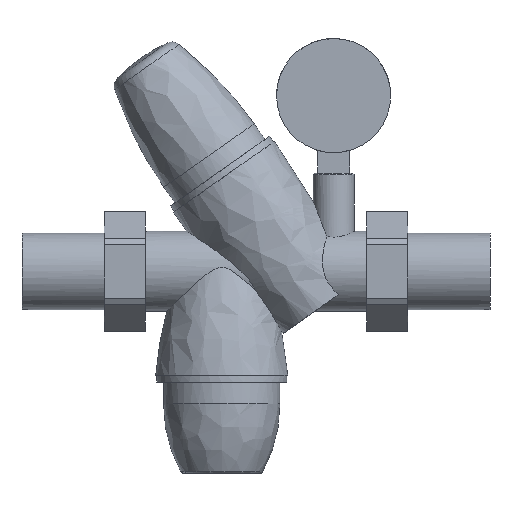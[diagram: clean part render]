
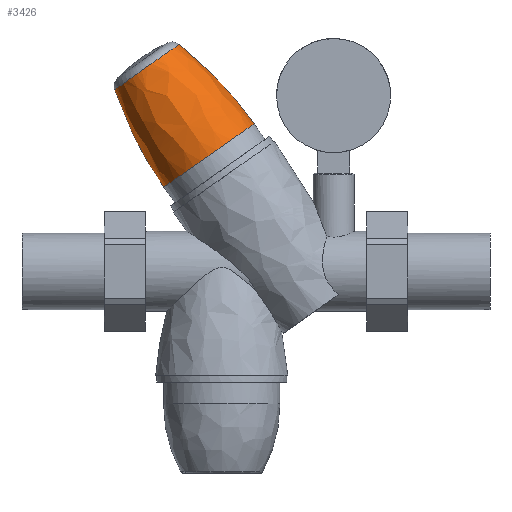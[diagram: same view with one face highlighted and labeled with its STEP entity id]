
A CAD part, front view. The second image highlights one B-rep face of the part: STEP entity #3426.
In plain terms, the highlighted free-form (B-spline) face has degree [3, 3] with [7, 4] control points.
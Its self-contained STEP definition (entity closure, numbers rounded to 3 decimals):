
#3187=CARTESIAN_POINT('Vertex',(14.165,0.,64.638)) ;
#3190=CARTESIAN_POINT('Axis2P3D Location',(-5.577,0.,50.772)) ;
#3194=CARTESIAN_POINT('Vertex',(-25.32,0.,36.907)) ;
#3258=CARTESIAN_POINT('Control Point',(-46.908,0.,79.646)) ;
#3259=CARTESIAN_POINT('Control Point',(-41.781,0.,64.416)) ;
#3260=CARTESIAN_POINT('Control Point',(-34.536,0.,50.072)) ;
#3261=CARTESIAN_POINT('Control Point',(-25.32,0.,36.907)) ;
#3262=CARTESIAN_POINT('Vertex',(-46.908,0.,79.646)) ;
#3314=CARTESIAN_POINT('Vertex',(-18.713,0.,99.449)) ;
#3318=CARTESIAN_POINT('Control Point',(-18.713,0.,99.449)) ;
#3319=CARTESIAN_POINT('Control Point',(-6.126,0.,89.458)) ;
#3320=CARTESIAN_POINT('Control Point',(4.908,0.,77.774)) ;
#3321=CARTESIAN_POINT('Control Point',(14.165,0.,64.638)) ;
#3337=CARTESIAN_POINT('Control Point',(-20.343,1.876,100.599)) ;
#3338=CARTESIAN_POINT('Control Point',(-6.627,2.453,89.93)) ;
#3339=CARTESIAN_POINT('Control Point',(5.299,2.735,77.281)) ;
#3340=CARTESIAN_POINT('Control Point',(15.149,2.715,62.955)) ;
#3341=CARTESIAN_POINT('Control Point',(-19.361,-8.712,101.288)) ;
#3342=CARTESIAN_POINT('Control Point',(-5.343,-11.393,90.832)) ;
#3343=CARTESIAN_POINT('Control Point',(6.73,-12.703,78.287)) ;
#3344=CARTESIAN_POINT('Control Point',(16.57,-12.612,63.953)) ;
#3345=CARTESIAN_POINT('Control Point',(-25.17,-16.66,97.209)) ;
#3346=CARTESIAN_POINT('Control Point',(-12.938,-21.786,85.497)) ;
#3347=CARTESIAN_POINT('Control Point',(-1.739,-24.291,72.339)) ;
#3348=CARTESIAN_POINT('Control Point',(8.162,-24.116,58.047)) ;
#3349=CARTESIAN_POINT('Control Point',(-33.89,-16.66,91.084)) ;
#3350=CARTESIAN_POINT('Control Point',(-24.341,-21.786,77.489)) ;
#3351=CARTESIAN_POINT('Control Point',(-14.453,-24.291,63.409)) ;
#3352=CARTESIAN_POINT('Control Point',(-4.461,-24.116,49.182)) ;
#3353=CARTESIAN_POINT('Control Point',(-42.61,-16.66,84.96)) ;
#3354=CARTESIAN_POINT('Control Point',(-35.744,-21.786,69.48)) ;
#3355=CARTESIAN_POINT('Control Point',(-27.167,-24.291,54.48)) ;
#3356=CARTESIAN_POINT('Control Point',(-17.083,-24.116,40.317)) ;
#3357=CARTESIAN_POINT('Control Point',(-48.419,-8.712,80.88)) ;
#3358=CARTESIAN_POINT('Control Point',(-43.34,-11.393,64.145)) ;
#3359=CARTESIAN_POINT('Control Point',(-35.636,-12.703,48.531)) ;
#3360=CARTESIAN_POINT('Control Point',(-25.492,-12.612,34.411)) ;
#3361=CARTESIAN_POINT('Control Point',(-47.437,1.876,81.57)) ;
#3362=CARTESIAN_POINT('Control Point',(-42.056,2.453,65.047)) ;
#3363=CARTESIAN_POINT('Control Point',(-34.205,2.735,49.537)) ;
#3364=CARTESIAN_POINT('Control Point',(-24.07,2.715,35.409)) ;
#3366=CARTESIAN_POINT('Control Point',(-18.713,0.,99.449)) ;
#3367=CARTESIAN_POINT('Control Point',(-18.687,-1.812,99.428)) ;
#3368=CARTESIAN_POINT('Control Point',(-18.911,-3.627,99.253)) ;
#3369=CARTESIAN_POINT('Control Point',(-19.372,-5.35,98.93)) ;
#3370=CARTESIAN_POINT('Vertex',(-19.372,-5.35,98.93)) ;
#3374=CARTESIAN_POINT('Control Point',(-19.372,-5.35,98.93)) ;
#3375=CARTESIAN_POINT('Control Point',(-20.223,-8.529,98.335)) ;
#3376=CARTESIAN_POINT('Control Point',(-21.776,-11.442,97.286)) ;
#3377=CARTESIAN_POINT('Control Point',(-23.903,-13.744,95.831)) ;
#3378=CARTESIAN_POINT('Control Point',(-26.329,-15.286,94.121)) ;
#3379=CARTESIAN_POINT('Vertex',(-26.329,-15.286,94.121)) ;
#3383=CARTESIAN_POINT('Control Point',(-26.329,-15.286,94.121)) ;
#3384=CARTESIAN_POINT('Control Point',(-27.828,-16.236,93.069)) ;
#3385=CARTESIAN_POINT('Control Point',(-29.44,-16.895,91.926)) ;
#3386=CARTESIAN_POINT('Control Point',(-31.125,-17.227,90.732)) ;
#3387=CARTESIAN_POINT('Control Point',(-32.811,-17.227,89.547)) ;
#3388=CARTESIAN_POINT('Vertex',(-32.811,-17.227,89.547)) ;
#3392=CARTESIAN_POINT('Control Point',(-32.811,-17.227,89.547)) ;
#3393=CARTESIAN_POINT('Control Point',(-34.496,-17.227,88.364)) ;
#3394=CARTESIAN_POINT('Control Point',(-36.192,-16.895,87.184)) ;
#3395=CARTESIAN_POINT('Control Point',(-37.814,-16.236,86.056)) ;
#3396=CARTESIAN_POINT('Control Point',(-39.312,-15.286,85.003)) ;
#3397=CARTESIAN_POINT('Vertex',(-39.312,-15.286,85.003)) ;
#3401=CARTESIAN_POINT('Control Point',(-39.312,-15.286,85.003)) ;
#3402=CARTESIAN_POINT('Control Point',(-41.744,-13.744,83.301)) ;
#3403=CARTESIAN_POINT('Control Point',(-43.835,-11.442,81.794)) ;
#3404=CARTESIAN_POINT('Control Point',(-45.348,-8.529,80.689)) ;
#3405=CARTESIAN_POINT('Control Point',(-46.197,-5.35,80.09)) ;
#3406=CARTESIAN_POINT('Vertex',(-46.197,-5.35,80.09)) ;
#3410=CARTESIAN_POINT('Control Point',(-46.197,-5.35,80.09)) ;
#3411=CARTESIAN_POINT('Control Point',(-46.657,-3.627,79.766)) ;
#3412=CARTESIAN_POINT('Control Point',(-46.898,-1.812,79.615)) ;
#3413=CARTESIAN_POINT('Control Point',(-46.908,0.,79.646)) ;
#3191=DIRECTION('Axis2P3D Direction',(0.575,0.,-0.818)) ;
#3192=AXIS2_PLACEMENT_3D('Circle Axis2P3D',#3190,#3191,$) ;
#3193=CIRCLE('generated circle',#3192,24.125) ;
#3196=EDGE_CURVE('',#3195,#3188,#3193,.F.) ;
#3264=EDGE_CURVE('',#3263,#3195,#3257,.T.) ;
#3322=EDGE_CURVE('',#3188,#3315,#3317,.F.) ;
#3372=EDGE_CURVE('',#3315,#3371,#3365,.T.) ;
#3381=EDGE_CURVE('',#3371,#3380,#3373,.T.) ;
#3390=EDGE_CURVE('',#3380,#3389,#3382,.T.) ;
#3399=EDGE_CURVE('',#3389,#3398,#3391,.T.) ;
#3408=EDGE_CURVE('',#3398,#3407,#3400,.T.) ;
#3414=EDGE_CURVE('',#3407,#3263,#3409,.T.) ;
#3416=ORIENTED_EDGE('',*,*,#3322,.T.) ;
#3417=ORIENTED_EDGE('',*,*,#3372,.T.) ;
#3418=ORIENTED_EDGE('',*,*,#3381,.T.) ;
#3419=ORIENTED_EDGE('',*,*,#3390,.T.) ;
#3420=ORIENTED_EDGE('',*,*,#3399,.T.) ;
#3421=ORIENTED_EDGE('',*,*,#3408,.T.) ;
#3422=ORIENTED_EDGE('',*,*,#3414,.T.) ;
#3423=ORIENTED_EDGE('',*,*,#3264,.T.) ;
#3424=ORIENTED_EDGE('',*,*,#3196,.T.) ;
#3415=EDGE_LOOP('',(#3416,#3417,#3418,#3419,#3420,#3421,#3422,#3423,#3424)) ;
#3188=VERTEX_POINT('',#3187) ;
#3195=VERTEX_POINT('',#3194) ;
#3263=VERTEX_POINT('',#3262) ;
#3315=VERTEX_POINT('',#3314) ;
#3371=VERTEX_POINT('',#3370) ;
#3380=VERTEX_POINT('',#3379) ;
#3389=VERTEX_POINT('',#3388) ;
#3398=VERTEX_POINT('',#3397) ;
#3407=VERTEX_POINT('',#3406) ;
#3426=ADVANCED_FACE('PartBody',(#3425),#3336,.T.) ;
#3365=B_SPLINE_CURVE_WITH_KNOTS('',3,(#3366,#3367,#3368,#3369),.UNSPECIFIED.,.F.,.U.,(4,4),(0.,5.437),.UNSPECIFIED.) ;
#3373=B_SPLINE_CURVE_WITH_KNOTS('',4,(#3374,#3375,#3376,#3377,#3378),.UNSPECIFIED.,.F.,.U.,(5,5),(0.,13.344),.UNSPECIFIED.) ;
#3382=B_SPLINE_CURVE_WITH_KNOTS('',4,(#3383,#3384,#3385,#3386,#3387),.UNSPECIFIED.,.F.,.U.,(5,5),(0.,8.236),.UNSPECIFIED.) ;
#3391=B_SPLINE_CURVE_WITH_KNOTS('',4,(#3392,#3393,#3394,#3395,#3396),.UNSPECIFIED.,.F.,.U.,(5,5),(0.,8.236),.UNSPECIFIED.) ;
#3400=B_SPLINE_CURVE_WITH_KNOTS('',4,(#3401,#3402,#3403,#3404,#3405),.UNSPECIFIED.,.F.,.U.,(5,5),(0.,13.344),.UNSPECIFIED.) ;
#3409=B_SPLINE_CURVE_WITH_KNOTS('',3,(#3410,#3411,#3412,#3413),.UNSPECIFIED.,.F.,.U.,(4,4),(0.,5.437),.UNSPECIFIED.) ;
#3425=FACE_OUTER_BOUND('',#3415,.T.) ;
#3257=(BOUNDED_CURVE()B_SPLINE_CURVE(3,(#3258,#3259,#3260,#3261),.UNSPECIFIED.,.F.,.U.)B_SPLINE_CURVE_WITH_KNOTS((4,4),(0.038,0.962),.UNSPECIFIED.)CURVE()GEOMETRIC_REPRESENTATION_ITEM()RATIONAL_B_SPLINE_CURVE((1.151,1.144,1.144,1.151))REPRESENTATION_ITEM('')) ;
#3317=(BOUNDED_CURVE()B_SPLINE_CURVE(3,(#3318,#3319,#3320,#3321),.UNSPECIFIED.,.F.,.U.)B_SPLINE_CURVE_WITH_KNOTS((4,4),(0.038,0.962),.UNSPECIFIED.)CURVE()GEOMETRIC_REPRESENTATION_ITEM()RATIONAL_B_SPLINE_CURVE((1.151,1.144,1.144,1.151))REPRESENTATION_ITEM('')) ;
#3336=(BOUNDED_SURFACE()B_SPLINE_SURFACE(3,3,((#3337,#3338,#3339,#3340),(#3341,#3342,#3343,#3344),(#3345,#3346,#3347,#3348),(#3349,#3350,#3351,#3352),(#3353,#3354,#3355,#3356),(#3357,#3358,#3359,#3360),(#3361,#3362,#3363,#3364)),.UNSPECIFIED.,.F.,.F.,.U.)B_SPLINE_SURFACE_WITH_KNOTS((4,3,4),(4,4),(0.,1.,2.),(0.,1.),.UNSPECIFIED.)GEOMETRIC_REPRESENTATION_ITEM()RATIONAL_B_SPLINE_SURFACE(((1.208,1.198,1.198,1.208),(0.939,0.931,0.931,0.939),(0.939,0.931,0.931,0.939),(1.208,1.198,1.198,1.208),(0.939,0.931,0.931,0.939),(0.939,0.931,0.931,0.939),(1.208,1.198,1.198,1.208)))REPRESENTATION_ITEM('Rational BSpline Surface')SURFACE()) ;
